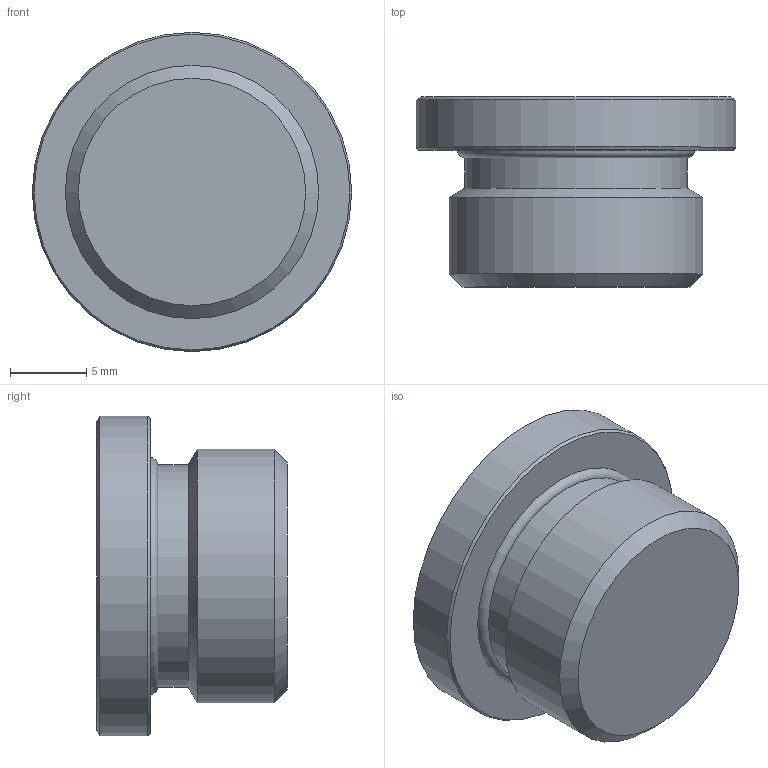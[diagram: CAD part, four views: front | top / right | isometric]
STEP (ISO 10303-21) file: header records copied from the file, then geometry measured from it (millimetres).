
FILE_DESCRIPTION(/* description */ ('Alibre Inc.'),/* implementation_level */ '2;1');
FILE_NAME(/* name */ 'export-9DA7A7B8-8DA7-4D05-8F9B-5F7EECE9BD53',/* time_stamp */ '2020-07-20T15:50:35+02:00',/* author */ (''),/* organization */ (''),/* preprocessor_version */ 'ST-DEVELOPER v17',/* originating_system */ 'Alibre',/* authorisation */ '');
FILE_SCHEMA (('AUTOMOTIVE_DESIGN'));
Length unit declared in the file: millimetre
Products named in the file (1): _2107003
Bounding box: 21 x 12.5 x 21 mm (x, y, z)
Volume: 2514.7 mm3; surface area: 1633.9 mm2
Topology: 1 solids, 1 shells, 32 faces, 67 edges, 38 vertices
Faces by surface type: plane 21, cone 6, cylinder 4, torus 1
Full cylindrical faces by diameter (mm): 8 x1, 14.6 x1, 16.662 x1, 21 x1
Entity records: 847 total; most frequent: ORIENTED_EDGE 132, CARTESIAN_POINT 130, DIRECTION 128, EDGE_CURVE 66, AXIS2_PLACEMENT_3D 58, VERTEX_POINT 38, VECTOR 34, LINE 34
